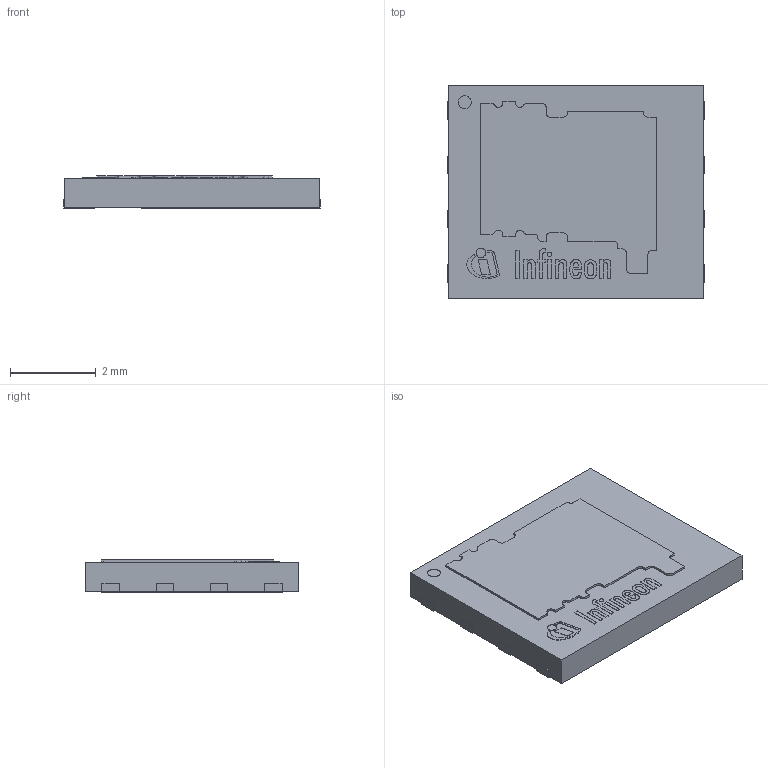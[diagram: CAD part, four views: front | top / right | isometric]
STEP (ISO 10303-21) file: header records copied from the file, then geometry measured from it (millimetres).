
FILE_DESCRIPTION(/* description */ (''),/* implementation_level */ '2;1');
FILE_NAME(/* name */ 'PG-WSON-8-2_Z8B00184573_V03_3D.stp',/* time_stamp */ '2025-01-16T12:03:56+05:30',/* author */ ('Subramani'),/* organization */ (''),/* preprocessor_version */ 'ST-DEVELOPER v19.2',/* originating_system */ 'AutoCAD Mechanical',/* authorisation */ '');
FILE_SCHEMA (('AUTOMOTIVE_DESIGN { 1 0 10303 214 3 1 1 }'));
Length unit declared in the file: millimetre
Products named in the file (1): Product
Bounding box: 6 x 5 x 0.75 mm (x, y, z)
Surface area: 145.9 mm2
Topology: 20 solids, 20 shells, 231 faces, 574 edges, 382 vertices
Faces by surface type: plane 174, cylinder 37, bspline 20
Full cylindrical faces by diameter (mm): 0.107 x1, 0.219 x1, 0.3 x2
Entity records: 6971 total; most frequent: CARTESIAN_POINT 1884, ORIENTED_EDGE 1144, DIRECTION 920, EDGE_CURVE 572, VERTEX_POINT 382, LINE 356, VECTOR 356, AXIS2_PLACEMENT_3D 282
